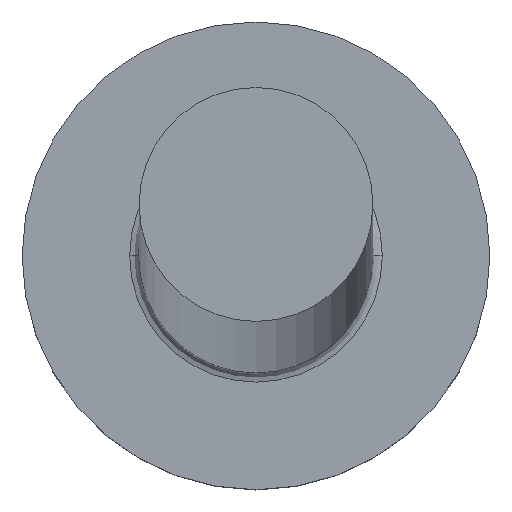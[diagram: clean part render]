
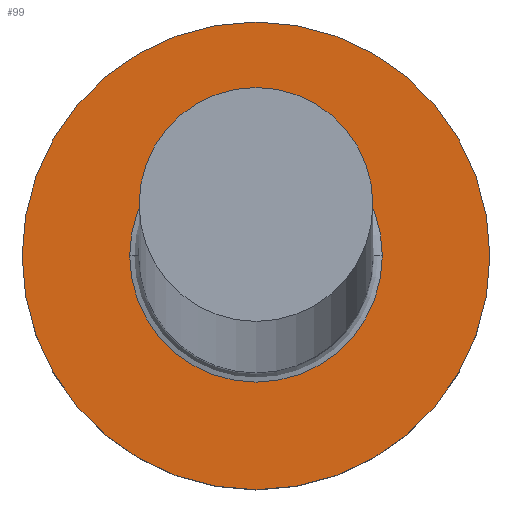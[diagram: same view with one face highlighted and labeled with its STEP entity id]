
A CAD part, top view. The second image highlights one B-rep face of the part: STEP entity #99.
In plain terms, the highlighted planar face has unit normal (0, 0, 1).
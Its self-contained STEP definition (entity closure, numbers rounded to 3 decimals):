
#1 = CARTESIAN_POINT ( 'NONE',  ( 0., 0., 3. ) ) ;
#2 = FACE_OUTER_BOUND ( 'NONE', #57, .T. ) ;
#6 = DIRECTION ( 'NONE',  ( 0., 0., 1. ) ) ;
#7 = EDGE_CURVE ( 'NONE', #226, #265, #75, .T. ) ;
#12 = VERTEX_POINT ( 'NONE', #231 ) ;
#17 = CARTESIAN_POINT ( 'NONE',  ( -2.7, 0., 3. ) ) ;
#37 = CIRCLE ( 'NONE', #50, 2.7 ) ;
#44 = ORIENTED_EDGE ( 'NONE', *, *, #173, .T. ) ;
#46 = ORIENTED_EDGE ( 'NONE', *, *, #132, .T. ) ;
#50 = AXIS2_PLACEMENT_3D ( 'NONE', #179, #228, #177 ) ;
#55 = VERTEX_POINT ( 'NONE', #17 ) ;
#57 = EDGE_LOOP ( 'NONE', ( #123, #82 ) ) ;
#69 = DIRECTION ( 'NONE',  ( 1., 0., 0. ) ) ;
#70 = FACE_BOUND ( 'NONE', #219, .T. ) ;
#75 = CIRCLE ( 'NONE', #147, 5. ) ;
#82 = ORIENTED_EDGE ( 'NONE', *, *, #301, .T. ) ;
#99 = ADVANCED_FACE ( 'NONE', ( #70, #2 ), #125, .T. ) ;
#103 = CARTESIAN_POINT ( 'NONE',  ( 0., 0., 3. ) ) ;
#104 = AXIS2_PLACEMENT_3D ( 'NONE', #211, #306, #185 ) ;
#123 = ORIENTED_EDGE ( 'NONE', *, *, #7, .T. ) ;
#125 = PLANE ( 'NONE',  #275 ) ;
#129 = CIRCLE ( 'NONE', #305, 2.7 ) ;
#132 = EDGE_CURVE ( 'NONE', #55, #12, #129, .T. ) ;
#134 = CARTESIAN_POINT ( 'NONE',  ( 0., 0., 3. ) ) ;
#147 = AXIS2_PLACEMENT_3D ( 'NONE', #1, #263, #69 ) ;
#173 = EDGE_CURVE ( 'NONE', #12, #55, #37, .T. ) ;
#175 = DIRECTION ( 'NONE',  ( 1., 0., 0. ) ) ;
#177 = DIRECTION ( 'NONE',  ( 1., 0., 0. ) ) ;
#179 = CARTESIAN_POINT ( 'NONE',  ( 0., 0., 3. ) ) ;
#185 = DIRECTION ( 'NONE',  ( 1., 0., 0. ) ) ;
#197 = CARTESIAN_POINT ( 'NONE',  ( 5., 0., 3. ) ) ;
#200 = DIRECTION ( 'NONE',  ( 1., 0., 0. ) ) ;
#211 = CARTESIAN_POINT ( 'NONE',  ( 0., 0., 3. ) ) ;
#219 = EDGE_LOOP ( 'NONE', ( #44, #46 ) ) ;
#226 = VERTEX_POINT ( 'NONE', #298 ) ;
#228 = DIRECTION ( 'NONE',  ( 0., 0., -1. ) ) ;
#231 = CARTESIAN_POINT ( 'NONE',  ( 2.7, 0., 3. ) ) ;
#237 = CIRCLE ( 'NONE', #104, 5. ) ;
#263 = DIRECTION ( 'NONE',  ( 0., 0., 1. ) ) ;
#265 = VERTEX_POINT ( 'NONE', #197 ) ;
#275 = AXIS2_PLACEMENT_3D ( 'NONE', #134, #6, #175 ) ;
#292 = DIRECTION ( 'NONE',  ( 0., 0., -1. ) ) ;
#298 = CARTESIAN_POINT ( 'NONE',  ( -5., 0., 3. ) ) ;
#301 = EDGE_CURVE ( 'NONE', #265, #226, #237, .T. ) ;
#305 = AXIS2_PLACEMENT_3D ( 'NONE', #103, #292, #200 ) ;
#306 = DIRECTION ( 'NONE',  ( 0., 0., 1. ) ) ;
